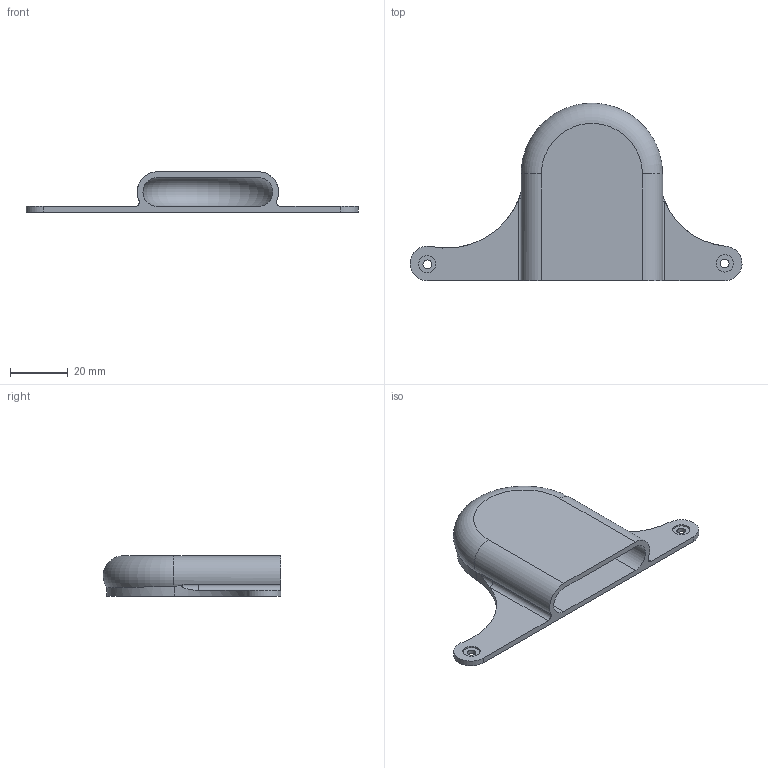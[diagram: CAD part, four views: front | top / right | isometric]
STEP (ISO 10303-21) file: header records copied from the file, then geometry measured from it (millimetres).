
FILE_DESCRIPTION(/* description */ (''),/* implementation_level */ '2;1');
FILE_NAME(/* name */ 'Ender 3 fan redirect v4.step',/* time_stamp */ '2018-05-29T00:33:28+01:00',/* author */ ('adam.thorpe1'),/* organization */ (''),/* preprocessor_version */ 'ST-DEVELOPER v17',/* originating_system */ 'Autodesk Translation Framework v7.1.0.215',/* authorisation */ '');
FILE_SCHEMA (('AUTOMOTIVE_DESIGN { 1 0 10303 214 3 1 1 }'));
Length unit declared in the file: millimetre
Products named in the file (1): Ender 3 fan redirect
Bounding box: 115 x 61.49 x 14 mm (x, y, z)
Volume: 13414.1 mm3; surface area: 13532.7 mm2
Topology: 1 solids, 1 shells, 30 faces, 75 edges, 49 vertices
Faces by surface type: cylinder 18, plane 10, torus 2
Full cylindrical faces by diameter (mm): 3 x2, 6 x2, 35 x1
Entity records: 1035 total; most frequent: CARTESIAN_POINT 250, DIRECTION 165, ORIENTED_EDGE 150, EDGE_CURVE 75, AXIS2_PLACEMENT_3D 67, VERTEX_POINT 49, EDGE_LOOP 38, CIRCLE 36
